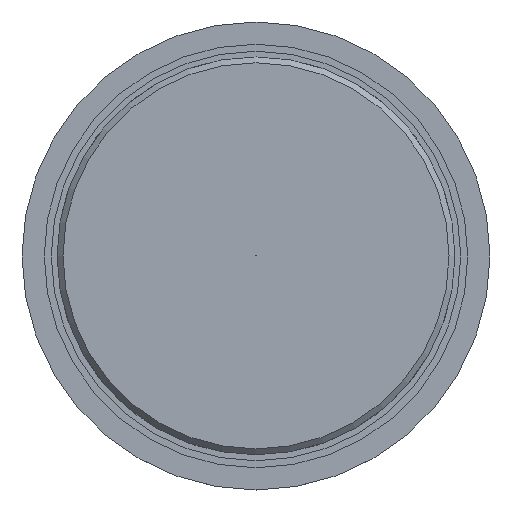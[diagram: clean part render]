
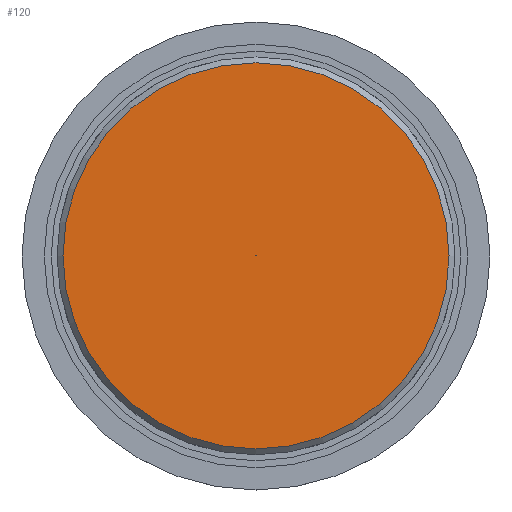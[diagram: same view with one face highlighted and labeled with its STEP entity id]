
A CAD part, top view. The second image highlights one B-rep face of the part: STEP entity #120.
In plain terms, the highlighted planar face has unit normal (0, 0, 1).
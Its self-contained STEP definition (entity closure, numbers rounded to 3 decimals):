
#120=ADVANCED_FACE('',(#136,#137),#131,.T.);
#131=PLANE('',#238);
#136=FACE_BOUND('',#158,.T.);
#137=FACE_BOUND('',#159,.T.);
#158=EDGE_LOOP('',(#180));
#159=EDGE_LOOP('',(#181));
#180=ORIENTED_EDGE('',*,*,#213,.T.);
#181=ORIENTED_EDGE('',*,*,#214,.F.);
#202=VERTEX_POINT('',#306);
#203=VERTEX_POINT('',#308);
#213=EDGE_CURVE('',#202,#202,#224,.T.);
#214=EDGE_CURVE('',#203,#203,#225,.T.);
#224=CIRCLE('',#236,0.002);
#225=CIRCLE('',#237,33.002);
#236=AXIS2_PLACEMENT_3D('',#305,#260,#261);
#237=AXIS2_PLACEMENT_3D('',#307,#262,#263);
#238=AXIS2_PLACEMENT_3D('',#309,#264,#265);
#260=DIRECTION('',(0.,0.,-1.));
#261=DIRECTION('',(-1.,0.,0.));
#262=DIRECTION('',(0.,0.,-1.));
#263=DIRECTION('',(-1.,0.,0.));
#264=DIRECTION('',(0.,0.,1.));
#265=DIRECTION('',(1.,0.,0.));
#305=CARTESIAN_POINT('',(0.,0.,0.));
#306=CARTESIAN_POINT('',(-0.002,0.,0.));
#307=CARTESIAN_POINT('',(0.,0.,0.));
#308=CARTESIAN_POINT('',(-33.002,0.,0.));
#309=CARTESIAN_POINT('',(0.,33.002,0.));
